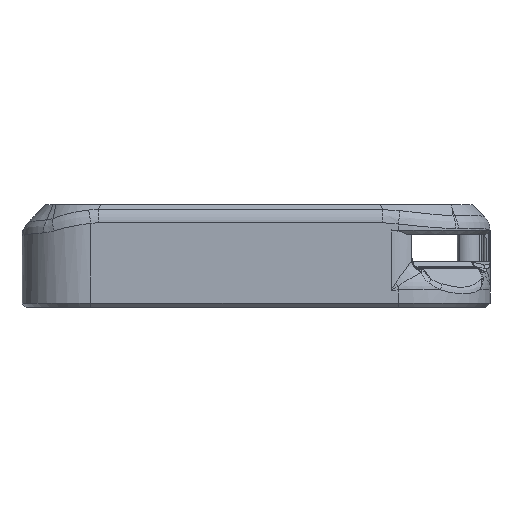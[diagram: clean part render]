
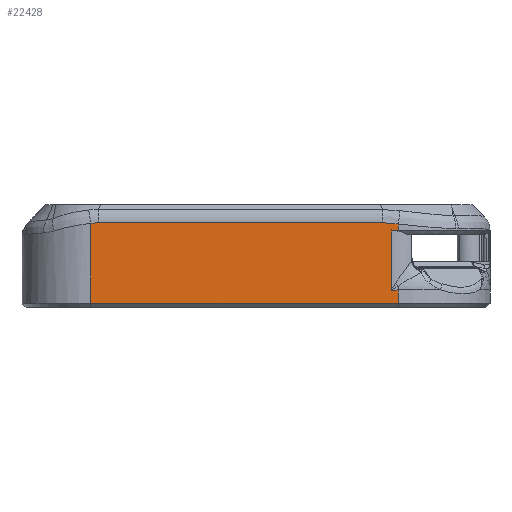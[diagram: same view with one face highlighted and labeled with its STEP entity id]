
A CAD part, left-side view. The second image highlights one B-rep face of the part: STEP entity #22428.
In plain terms, the highlighted planar face has unit normal (-1, 0, 0).
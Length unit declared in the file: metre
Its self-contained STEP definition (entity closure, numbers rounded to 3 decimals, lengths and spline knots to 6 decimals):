
#1569=LINE('',#39206,#3201);
#1579=LINE('',#39261,#3211);
#1682=LINE('',#39951,#3314);
#1683=LINE('',#39953,#3315);
#1684=LINE('',#39959,#3316);
#1685=LINE('',#39966,#3317);
#3201=VECTOR('',#28620,1.);
#3211=VECTOR('',#28648,1.);
#3314=VECTOR('',#29013,1.);
#3315=VECTOR('',#29014,1.);
#3316=VECTOR('',#29015,1.);
#3317=VECTOR('',#29016,1.);
#4168=PLANE('',#24401);
#9655=ORIENTED_EDGE('',*,*,#14776,.T.);
#9656=ORIENTED_EDGE('',*,*,#14526,.F.);
#9657=ORIENTED_EDGE('',*,*,#14777,.F.);
#9658=ORIENTED_EDGE('',*,*,#14778,.T.);
#9659=ORIENTED_EDGE('',*,*,#14545,.T.);
#9660=ORIENTED_EDGE('',*,*,#14774,.T.);
#9661=ORIENTED_EDGE('',*,*,#14779,.F.);
#9662=ORIENTED_EDGE('',*,*,#14780,.F.);
#9663=ORIENTED_EDGE('',*,*,#14781,.F.);
#9664=ORIENTED_EDGE('',*,*,#14782,.F.);
#14526=EDGE_CURVE('',#17309,#17313,#1569,.T.);
#14545=EDGE_CURVE('',#17325,#17324,#1579,.F.);
#14774=EDGE_CURVE('',#17324,#17493,#18486,.T.);
#14776=EDGE_CURVE('',#17494,#17313,#1682,.T.);
#14777=EDGE_CURVE('',#17495,#17309,#1683,.T.);
#14778=EDGE_CURVE('',#17495,#17325,#18488,.T.);
#14779=EDGE_CURVE('',#17496,#17493,#1684,.T.);
#14780=EDGE_CURVE('',#17497,#17496,#18489,.T.);
#14781=EDGE_CURVE('',#17498,#17497,#1685,.F.);
#14782=EDGE_CURVE('',#17494,#17498,#18490,.T.);
#17309=VERTEX_POINT('',#39195);
#17313=VERTEX_POINT('',#39207);
#17324=VERTEX_POINT('',#39260);
#17325=VERTEX_POINT('',#39262);
#17493=VERTEX_POINT('',#39941);
#17494=VERTEX_POINT('',#39952);
#17495=VERTEX_POINT('',#39954);
#17496=VERTEX_POINT('',#39960);
#17497=VERTEX_POINT('',#39965);
#17498=VERTEX_POINT('',#39967);
#18486=B_SPLINE_CURVE_WITH_KNOTS('',3,(#39942,#39943,#39944,#39945),
 .UNSPECIFIED.,.F.,.F.,(4,4),(0.,0.001428),.UNSPECIFIED.);
#18488=B_SPLINE_CURVE_WITH_KNOTS('',3,(#39955,#39956,#39957,#39958),
 .UNSPECIFIED.,.F.,.F.,(4,4),(0.,0.001419),.UNSPECIFIED.);
#18489=B_SPLINE_CURVE_WITH_KNOTS('',3,(#39961,#39962,#39963,#39964),
 .UNSPECIFIED.,.F.,.F.,(4,4),(0.,0.003407),.UNSPECIFIED.);
#18490=B_SPLINE_CURVE_WITH_KNOTS('',3,(#39968,#39969,#39970,#39971),
 .UNSPECIFIED.,.F.,.F.,(4,4),(0.,0.001623),.UNSPECIFIED.);
#19482=EDGE_LOOP('',(#9655,#9656,#9657,#9658,#9659,#9660,#9661,#9662,#9663,
#9664));
#20856=FACE_BOUND('',#19482,.T.);
#22428=ADVANCED_FACE('',(#20856),#4168,.F.);
#24401=AXIS2_PLACEMENT_3D('',#39950,#29011,#29012);
#28620=DIRECTION('',(0.,1.,0.));
#28648=DIRECTION('',(0.,0.,-1.));
#29011=DIRECTION('',(1.,0.,0.));
#29012=DIRECTION('',(0.,1.,0.));
#29013=DIRECTION('',(0.,0.,-1.));
#29014=DIRECTION('',(0.,0.,-1.));
#29015=DIRECTION('',(0.,0.,-1.));
#29016=DIRECTION('',(0.,1.,0.));
#39195=CARTESIAN_POINT('',(-0.04515,-0.0336,-0.0012));
#39206=CARTESIAN_POINT('',(-0.04515,0.03325,-0.0012));
#39207=CARTESIAN_POINT('',(-0.04515,0.03325,-0.0012));
#39260=CARTESIAN_POINT('',(-0.04515,-0.032173,0.01476));
#39261=CARTESIAN_POINT('',(-0.04515,-0.032173,0.0128));
#39262=CARTESIAN_POINT('',(-0.04515,-0.032173,0.001642));
#39941=CARTESIAN_POINT('',(-0.04515,-0.0336,0.014709));
#39942=CARTESIAN_POINT('',(-0.04515,-0.032173,0.01476));
#39943=CARTESIAN_POINT('',(-0.04515,-0.032648,0.014726));
#39944=CARTESIAN_POINT('',(-0.04515,-0.033124,0.014709));
#39945=CARTESIAN_POINT('',(-0.04515,-0.0336,0.014709));
#39950=CARTESIAN_POINT('',(-0.04515,-0.002075,0.0203));
#39951=CARTESIAN_POINT('',(-0.04515,0.03325,0.0203));
#39952=CARTESIAN_POINT('',(-0.04515,0.03325,0.016206));
#39953=CARTESIAN_POINT('',(-0.04515,-0.0336,0.0203));
#39954=CARTESIAN_POINT('',(-0.04515,-0.0336,0.001715));
#39955=CARTESIAN_POINT('',(-0.04515,-0.0336,0.001715));
#39956=CARTESIAN_POINT('',(-0.04515,-0.03312,0.001715));
#39957=CARTESIAN_POINT('',(-0.04515,-0.032644,0.00169));
#39958=CARTESIAN_POINT('',(-0.04515,-0.032173,0.001642));
#39959=CARTESIAN_POINT('',(-0.04515,-0.0336,0.0203));
#39960=CARTESIAN_POINT('',(-0.04515,-0.0336,0.016079));
#39961=CARTESIAN_POINT('',(-0.04515,-0.030203,0.016346));
#39962=CARTESIAN_POINT('',(-0.04515,-0.031343,0.016346));
#39963=CARTESIAN_POINT('',(-0.04515,-0.032475,0.016254));
#39964=CARTESIAN_POINT('',(-0.04515,-0.0336,0.016079));
#39965=CARTESIAN_POINT('',(-0.04515,-0.030203,0.016346));
#39966=CARTESIAN_POINT('',(-0.04515,-0.030617,0.016346));
#39967=CARTESIAN_POINT('',(-0.04515,0.031633,0.016346));
#39968=CARTESIAN_POINT('',(-0.04515,0.03325,0.016206));
#39969=CARTESIAN_POINT('',(-0.04515,0.032715,0.016297));
#39970=CARTESIAN_POINT('',(-0.04515,0.032176,0.016346));
#39971=CARTESIAN_POINT('',(-0.04515,0.031633,0.016346));
